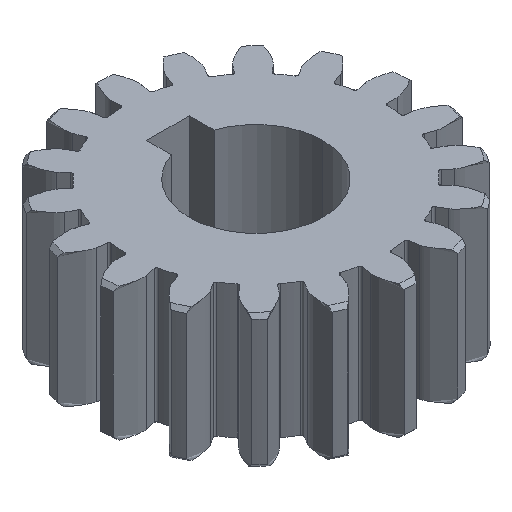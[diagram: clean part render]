
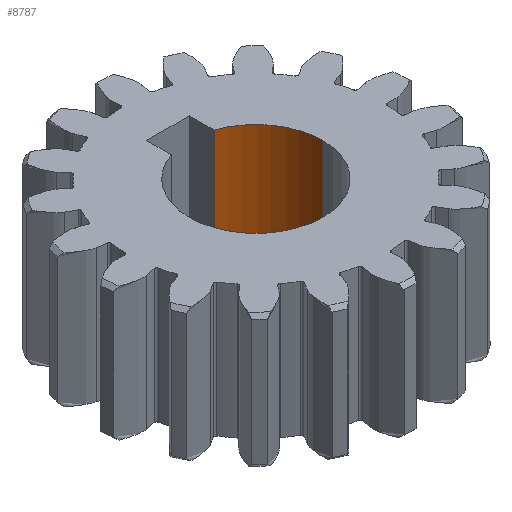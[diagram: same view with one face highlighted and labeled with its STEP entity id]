
A CAD part, isometric view. The second image highlights one B-rep face of the part: STEP entity #8787.
In plain terms, the highlighted cylindrical face has radius 1.587 mm (diameter 3.175 mm), a partial arc.
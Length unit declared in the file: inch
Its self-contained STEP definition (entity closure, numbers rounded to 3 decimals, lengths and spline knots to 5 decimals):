
#60 = EDGE_CURVE ( 'NONE', #274, #1411, #1499, .T. ) ;
#249 = AXIS2_PLACEMENT_3D ( 'NONE', #5445, #6919, #8425 ) ;
#274 = VERTEX_POINT ( 'NONE', #5987 ) ;
#291 = AXIS2_PLACEMENT_3D ( 'NONE', #7045, #450, #1266 ) ;
#437 = ORIENTED_EDGE ( 'NONE', *, *, #4139, .F. ) ;
#450 = DIRECTION ( 'NONE',  ( 0., 0., 1. ) ) ;
#687 = CARTESIAN_POINT ( 'NONE',  ( 0.0625, 0., -0.0625 ) ) ;
#1266 = DIRECTION ( 'NONE',  ( 1., 0., 0. ) ) ;
#1292 = ORIENTED_EDGE ( 'NONE', *, *, #7410, .F. ) ;
#1411 = VERTEX_POINT ( 'NONE', #4671 ) ;
#1499 = LINE ( 'NONE', #687, #6923 ) ;
#1987 = CIRCLE ( 'NONE', #291, 0.0625 ) ;
#2140 = CYLINDRICAL_SURFACE ( 'NONE', #9003, 0.0625 ) ;
#2232 = DIRECTION ( 'NONE',  ( 0., 0., 1. ) ) ;
#2698 = ORIENTED_EDGE ( 'NONE', *, *, #5431, .T. ) ;
#2814 = FACE_OUTER_BOUND ( 'NONE', #5913, .T. ) ;
#3586 = DIRECTION ( 'NONE',  ( 0., 0., 1. ) ) ;
#4139 = EDGE_CURVE ( 'NONE', #4908, #8324, #8618, .T. ) ;
#4361 = CARTESIAN_POINT ( 'NONE',  ( 0.02, 0.05921, 0.0625 ) ) ;
#4671 = CARTESIAN_POINT ( 'NONE',  ( 0.0625, 0., 0.0625 ) ) ;
#4855 = DIRECTION ( 'NONE',  ( 0., 0., 1. ) ) ;
#4908 = VERTEX_POINT ( 'NONE', #4962 ) ;
#4962 = CARTESIAN_POINT ( 'NONE',  ( 0.02, 0.05921, -0.0625 ) ) ;
#5431 = EDGE_CURVE ( 'NONE', #1411, #8324, #1987, .T. ) ;
#5445 = CARTESIAN_POINT ( 'NONE',  ( 0., 0., -0.0625 ) ) ;
#5666 = VECTOR ( 'NONE', #4855, 39.37008 ) ;
#5736 = CARTESIAN_POINT ( 'NONE',  ( 0.02, 0.05921, -0.0625 ) ) ;
#5913 = EDGE_LOOP ( 'NONE', ( #1292, #6646, #2698, #437 ) ) ;
#5987 = CARTESIAN_POINT ( 'NONE',  ( 0.0625, 0., -0.0625 ) ) ;
#6646 = ORIENTED_EDGE ( 'NONE', *, *, #60, .T. ) ;
#6919 = DIRECTION ( 'NONE',  ( 0., 0., 1. ) ) ;
#6923 = VECTOR ( 'NONE', #2232, 39.37008 ) ;
#7045 = CARTESIAN_POINT ( 'NONE',  ( 0., 0., 0.0625 ) ) ;
#7220 = CIRCLE ( 'NONE', #249, 0.0625 ) ;
#7289 = CARTESIAN_POINT ( 'NONE',  ( 0., 0., -0.0625 ) ) ;
#7410 = EDGE_CURVE ( 'NONE', #274, #4908, #7220, .T. ) ;
#8324 = VERTEX_POINT ( 'NONE', #4361 ) ;
#8425 = DIRECTION ( 'NONE',  ( 1., 0., 0. ) ) ;
#8618 = LINE ( 'NONE', #5736, #5666 ) ;
#8787 = ADVANCED_FACE ( 'NONE', ( #2814 ), #2140, .F. ) ;
#9003 = AXIS2_PLACEMENT_3D ( 'NONE', #7289, #3586, #9515 ) ;
#9515 = DIRECTION ( 'NONE',  ( 1., 0., 0. ) ) ;
